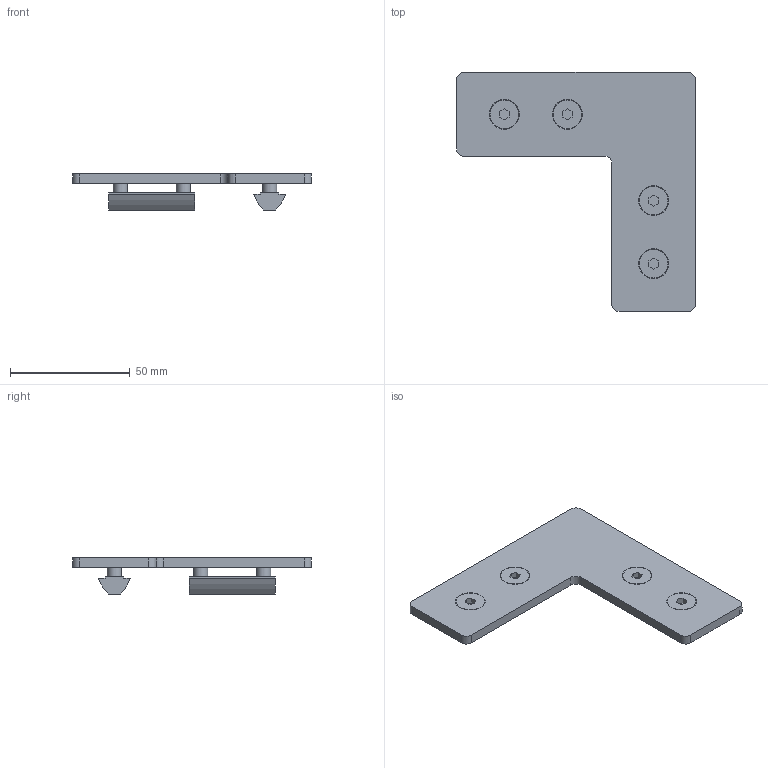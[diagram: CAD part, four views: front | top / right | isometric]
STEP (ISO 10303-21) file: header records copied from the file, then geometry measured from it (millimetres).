
FILE_DESCRIPTION(/* description */ ('Zestaw łącznika zewnętrznego typu L (Rowek 8)'),/* implementation_level */ '2;1');
FILE_NAME(/* name */ '500003.stp',/* time_stamp */ '2022-10-05T10:49:25+02:00',/* author */ ('aluteckkpl_am'),/* organization */ (''),/* preprocessor_version */ 'ST-DEVELOPER v18.1',/* originating_system */ 'Autodesk Inventor 2021',/* authorisation */ '');
FILE_SCHEMA (('CONFIG_CONTROL_DESIGN'));
Length unit declared in the file: millimetre
Products named in the file (1): 500003
Bounding box: 100 x 100 x 15.2 mm (x, y, z)
Volume: 28165.3 mm3; surface area: 16541.1 mm2
Topology: 1 solids, 1 shells, 98 faces, 236 edges, 156 vertices
Faces by surface type: plane 60, cylinder 26, cone 8, torus 4
Full cylindrical faces by diameter (mm): 4.917 x4, 6 x4, 6.5 x4, 12 x4
Entity records: 3029 total; most frequent: DIRECTION 510, CARTESIAN_POINT 491, ORIENTED_EDGE 472, EDGE_CURVE 236, AXIS2_PLACEMENT_3D 175, LINE 160, VECTOR 160, VERTEX_POINT 156
